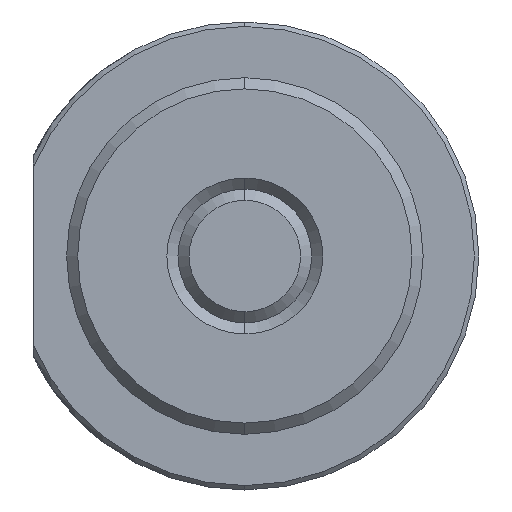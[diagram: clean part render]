
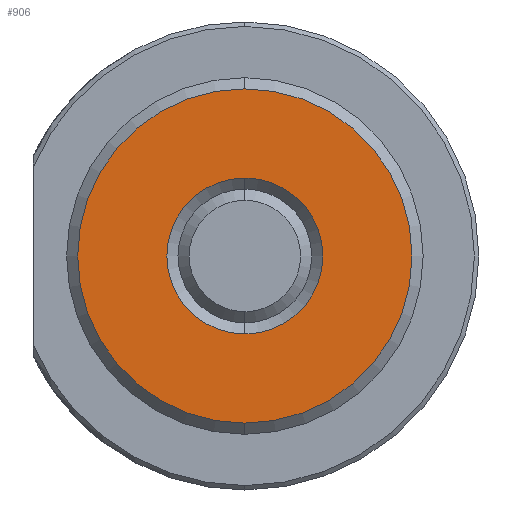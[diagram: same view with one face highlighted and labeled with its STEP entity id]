
A CAD part, left-side view. The second image highlights one B-rep face of the part: STEP entity #906.
In plain terms, the highlighted planar face has unit normal (-1, 0, 0).
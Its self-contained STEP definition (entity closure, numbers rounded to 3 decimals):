
#5 = VERTEX_POINT ( 'NONE', #7 ) ;
#7 = CARTESIAN_POINT ( 'NONE',  ( 0., 0., -3.5 ) ) ;
#484 = CIRCLE ( 'NONE', #2032, 3.5 ) ;
#541 = CIRCLE ( 'NONE', #2049, 7.5 ) ;
#605 = CIRCLE ( 'NONE', #2081, 3.5 ) ;
#613 = CIRCLE ( 'NONE', #2087, 7.5 ) ;
#682 = VERTEX_POINT ( 'NONE', #2212 ) ;
#738 = CARTESIAN_POINT ( 'NONE',  ( 0., 0., 7.5 ) ) ;
#770 = CARTESIAN_POINT ( 'NONE',  ( 0., 0., 3.5 ) ) ;
#906 = ADVANCED_FACE ( 'NONE', ( #1362, #1207 ), #2272, .F. ) ;
#1010 = EDGE_LOOP ( 'NONE', ( #1150, #1068 ) ) ;
#1044 = ORIENTED_EDGE ( 'NONE', *, *, #1757, .T. ) ;
#1068 = ORIENTED_EDGE ( 'NONE', *, *, #1807, .T. ) ;
#1121 = ORIENTED_EDGE ( 'NONE', *, *, #1814, .T. ) ;
#1150 = ORIENTED_EDGE ( 'NONE', *, *, #1696, .T. ) ;
#1158 = EDGE_LOOP ( 'NONE', ( #1121, #1044 ) ) ;
#1207 = FACE_OUTER_BOUND ( 'NONE', #1158, .T. ) ;
#1362 = FACE_BOUND ( 'NONE', #1010, .T. ) ;
#1696 = EDGE_CURVE ( 'NONE', #2156, #5, #484, .T. ) ;
#1757 = EDGE_CURVE ( 'NONE', #2121, #682, #541, .T. ) ;
#1807 = EDGE_CURVE ( 'NONE', #5, #2156, #605, .T. ) ;
#1814 = EDGE_CURVE ( 'NONE', #682, #2121, #613, .T. ) ;
#1854 = AXIS2_PLACEMENT_3D ( 'NONE', #2271, #2273, #2274 ) ;
#2032 = AXIS2_PLACEMENT_3D ( 'NONE', #3050, #3052, #3053 ) ;
#2049 = AXIS2_PLACEMENT_3D ( 'NONE', #3190, #3191, #3192 ) ;
#2081 = AXIS2_PLACEMENT_3D ( 'NONE', #3324, #3331, #3332 ) ;
#2087 = AXIS2_PLACEMENT_3D ( 'NONE', #3342, #3348, #3349 ) ;
#2121 = VERTEX_POINT ( 'NONE', #738 ) ;
#2156 = VERTEX_POINT ( 'NONE', #770 ) ;
#2212 = CARTESIAN_POINT ( 'NONE',  ( 0., 0., -7.5 ) ) ;
#2271 = CARTESIAN_POINT ( 'NONE',  ( 0., 3., 0. ) ) ;
#2272 = PLANE ( 'NONE',  #1854 ) ;
#2273 = DIRECTION ( 'NONE',  ( 1., 0., 0. ) ) ;
#2274 = DIRECTION ( 'NONE',  ( 0., 0., -1. ) ) ;
#3050 = CARTESIAN_POINT ( 'NONE',  ( 0., 0., 0. ) ) ;
#3052 = DIRECTION ( 'NONE',  ( 1., 0., 0. ) ) ;
#3053 = DIRECTION ( 'NONE',  ( 0., 0., -1. ) ) ;
#3190 = CARTESIAN_POINT ( 'NONE',  ( 0., 0., 0. ) ) ;
#3191 = DIRECTION ( 'NONE',  ( -1., 0., 0. ) ) ;
#3192 = DIRECTION ( 'NONE',  ( 0., 0., -1. ) ) ;
#3324 = CARTESIAN_POINT ( 'NONE',  ( 0., 0., 0. ) ) ;
#3331 = DIRECTION ( 'NONE',  ( 1., 0., 0. ) ) ;
#3332 = DIRECTION ( 'NONE',  ( 0., 0., -1. ) ) ;
#3342 = CARTESIAN_POINT ( 'NONE',  ( 0., 0., 0. ) ) ;
#3348 = DIRECTION ( 'NONE',  ( -1., 0., 0. ) ) ;
#3349 = DIRECTION ( 'NONE',  ( 0., 0., -1. ) ) ;
